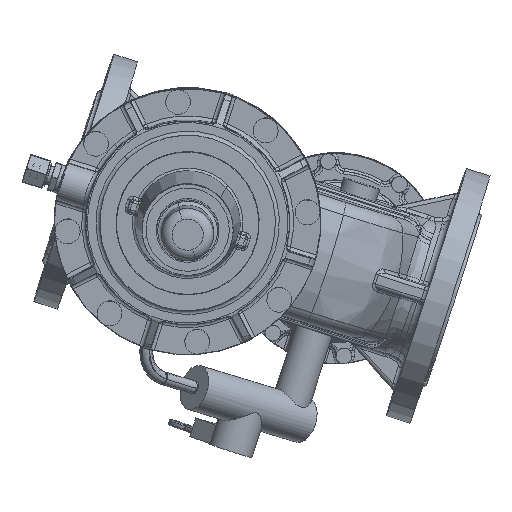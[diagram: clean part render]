
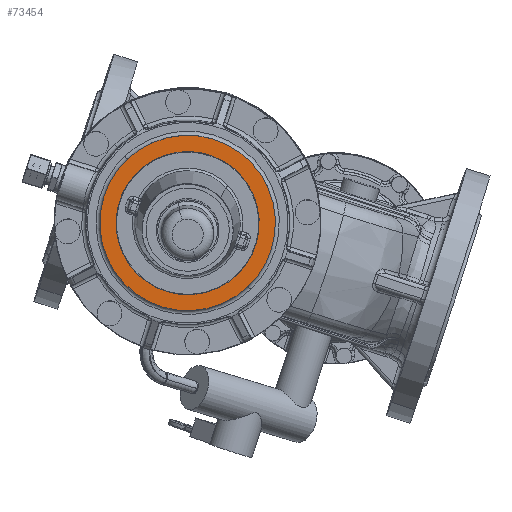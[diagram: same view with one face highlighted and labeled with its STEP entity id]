
A CAD part, top view. The second image highlights one B-rep face of the part: STEP entity #73454.
In plain terms, the highlighted face is planar.
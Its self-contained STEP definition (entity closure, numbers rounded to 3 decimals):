
#73219=DIRECTION('Axis2P3D Direction',(0.,-0.,-1.)) ;
#73243=DIRECTION('Axis2P3D Direction',(0.,0.,-1.)) ;
#73420=DIRECTION('Axis2P3D Direction',(0.,0.,-1.)) ;
#73421=DIRECTION('Axis2P3D XDirection',(1.,0.,0.)) ;
#73429=DIRECTION('Axis2P3D Direction',(0.,0.,-1.)) ;
#73438=DIRECTION('Axis2P3D Direction',(0.,0.,-1.)) ;
#73445=DIRECTION('Axis2P3D Direction',(0.,0.,-1.)) ;
#73215=CARTESIAN_POINT('Vertex',(59.237,-32.361,221.)) ;
#73218=CARTESIAN_POINT('Axis2P3D Location',(0.,0.,221.)) ;
#73222=CARTESIAN_POINT('Vertex',(-59.237,32.361,221.)) ;
#73242=CARTESIAN_POINT('Axis2P3D Location',(0.,0.,221.)) ;
#73419=CARTESIAN_POINT('Axis2P3D Location',(10.,0.,221.)) ;
#73428=CARTESIAN_POINT('Axis2P3D Location',(0.,0.,221.)) ;
#73432=CARTESIAN_POINT('Vertex',(-26.129,-47.828,221.)) ;
#73434=CARTESIAN_POINT('Vertex',(20.212,50.613,221.)) ;
#73437=CARTESIAN_POINT('Axis2P3D Location',(0.,0.,221.)) ;
#73441=CARTESIAN_POINT('Vertex',(26.129,47.828,221.)) ;
#73444=CARTESIAN_POINT('Axis2P3D Location',(0.,0.,221.)) ;
#73220=AXIS2_PLACEMENT_3D('Circle Axis2P3D',#73218,#73219,$) ;
#73244=AXIS2_PLACEMENT_3D('Circle Axis2P3D',#73242,#73243,$) ;
#73422=AXIS2_PLACEMENT_3D('Plane Axis2P3D',#73419,#73420,#73421) ;
#73430=AXIS2_PLACEMENT_3D('Circle Axis2P3D',#73428,#73429,$) ;
#73439=AXIS2_PLACEMENT_3D('Circle Axis2P3D',#73437,#73438,$) ;
#73446=AXIS2_PLACEMENT_3D('Circle Axis2P3D',#73444,#73445,$) ;
#73453=FACE_BOUND('',#73449,.T.) ;
#73224=EDGE_CURVE('',#73216,#73223,#73221,.T.) ;
#73246=EDGE_CURVE('',#73223,#73216,#73245,.T.) ;
#73436=EDGE_CURVE('',#73433,#73435,#73431,.T.) ;
#73443=EDGE_CURVE('',#73435,#73442,#73440,.T.) ;
#73448=EDGE_CURVE('',#73442,#73433,#73447,.T.) ;
#73423=PLANE('Plane',#73422) ;
#73425=ORIENTED_EDGE('',*,*,#73224,.F.) ;
#73426=ORIENTED_EDGE('',*,*,#73246,.F.) ;
#73450=ORIENTED_EDGE('',*,*,#73436,.T.) ;
#73451=ORIENTED_EDGE('',*,*,#73443,.T.) ;
#73452=ORIENTED_EDGE('',*,*,#73448,.T.) ;
#73454=ADVANCED_FACE('Brep With Voids',(#73427,#73453),#73423,.F.) ;
#73221=CIRCLE('generated circle',#73220,67.5) ;
#73245=CIRCLE('generated circle',#73244,67.5) ;
#73431=CIRCLE('generated circle',#73430,54.5) ;
#73440=CIRCLE('generated circle',#73439,54.5) ;
#73447=CIRCLE('generated circle',#73446,54.5) ;
#73216=VERTEX_POINT('',#73215) ;
#73223=VERTEX_POINT('',#73222) ;
#73433=VERTEX_POINT('',#73432) ;
#73435=VERTEX_POINT('',#73434) ;
#73442=VERTEX_POINT('',#73441) ;
#73424=EDGE_LOOP('',(#73425,#73426)) ;
#73449=EDGE_LOOP('',(#73450,#73451,#73452)) ;
#73427=FACE_OUTER_BOUND('',#73424,.T.) ;
